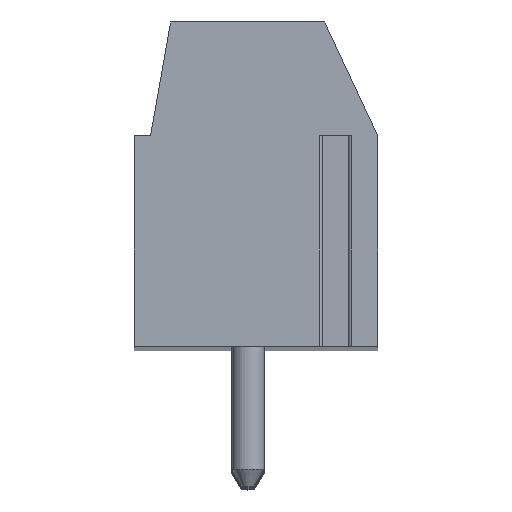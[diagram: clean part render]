
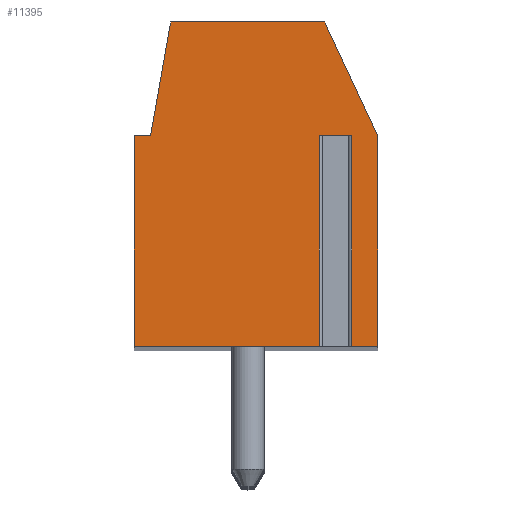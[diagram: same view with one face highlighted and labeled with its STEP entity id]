
A CAD part, top view. The second image highlights one B-rep face of the part: STEP entity #11395.
In plain terms, the highlighted planar face has unit normal (0, 0, 1).
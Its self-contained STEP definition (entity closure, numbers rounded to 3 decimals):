
#311=DIRECTION('',(-1.,0.,0.));
#312=VECTOR('',#311,0.996);
#313=CARTESIAN_POINT('',(2.948,1.5,72.5));
#314=LINE('',#313,#312);
#315=DIRECTION('',(0.,-1.,0.));
#316=VECTOR('',#315,6.5);
#317=CARTESIAN_POINT('',(1.952,1.5,72.5));
#318=LINE('',#317,#316);
#319=DIRECTION('',(1.,0.,0.));
#320=VECTOR('',#319,5.702);
#321=CARTESIAN_POINT('',(-3.75,-5.,72.5));
#322=LINE('',#321,#320);
#323=DIRECTION('',(0.,-1.,0.));
#324=VECTOR('',#323,6.5);
#325=CARTESIAN_POINT('',(-3.75,1.5,72.5));
#326=LINE('',#325,#324);
#327=DIRECTION('',(-1.,0.,0.));
#328=VECTOR('',#327,0.5);
#329=CARTESIAN_POINT('',(-3.25,1.5,72.5));
#330=LINE('',#329,#328);
#331=DIRECTION('',(-0.174,-0.985,0.));
#332=VECTOR('',#331,3.554);
#333=CARTESIAN_POINT('',(-2.633,5.,72.5));
#334=LINE('',#333,#332);
#335=DIRECTION('',(-1.,0.,0.));
#336=VECTOR('',#335,4.751);
#337=CARTESIAN_POINT('',(2.118,5.,72.5));
#338=LINE('',#337,#336);
#339=DIRECTION('',(-0.423,0.906,0.));
#340=VECTOR('',#339,3.862);
#341=CARTESIAN_POINT('',(3.75,1.5,72.5));
#342=LINE('',#341,#340);
#343=DIRECTION('',(0.,1.,0.));
#344=VECTOR('',#343,6.5);
#345=CARTESIAN_POINT('',(3.75,-5.,72.5));
#346=LINE('',#345,#344);
#347=DIRECTION('',(1.,0.,0.));
#348=VECTOR('',#347,0.802);
#349=CARTESIAN_POINT('',(2.948,-5.,72.5));
#350=LINE('',#349,#348);
#351=DIRECTION('',(0.,-1.,0.));
#352=VECTOR('',#351,6.5);
#353=CARTESIAN_POINT('',(2.948,1.5,72.5));
#354=LINE('',#353,#352);
#8779=CARTESIAN_POINT('',(3.75,-5.,72.5));
#8780=CARTESIAN_POINT('',(3.75,1.5,72.5));
#8781=VERTEX_POINT('',#8779);
#8782=VERTEX_POINT('',#8780);
#8783=CARTESIAN_POINT('',(2.118,5.,72.5));
#8784=VERTEX_POINT('',#8783);
#8785=CARTESIAN_POINT('',(-2.633,5.,72.5));
#8786=VERTEX_POINT('',#8785);
#8787=CARTESIAN_POINT('',(-3.25,1.5,72.5));
#8788=VERTEX_POINT('',#8787);
#8789=CARTESIAN_POINT('',(-3.75,1.5,72.5));
#8790=VERTEX_POINT('',#8789);
#8791=CARTESIAN_POINT('',(-3.75,-5.,72.5));
#8792=VERTEX_POINT('',#8791);
#8837=CARTESIAN_POINT('',(2.948,1.5,72.5));
#8838=CARTESIAN_POINT('',(1.952,1.5,72.5));
#8839=VERTEX_POINT('',#8837);
#8840=VERTEX_POINT('',#8838);
#8841=CARTESIAN_POINT('',(2.948,-5.,72.5));
#8842=VERTEX_POINT('',#8841);
#8843=CARTESIAN_POINT('',(1.952,-5.,72.5));
#8844=VERTEX_POINT('',#8843);
#11369=CARTESIAN_POINT('',(0.,0.,72.5));
#11370=DIRECTION('',(0.,0.,1.));
#11371=DIRECTION('',(1.,0.,0.));
#11372=AXIS2_PLACEMENT_3D('',#11369,#11370,#11371);
#11373=PLANE('',#11372);
#11375=ORIENTED_EDGE('',*,*,#11374,.T.);
#11377=ORIENTED_EDGE('',*,*,#11376,.T.);
#11378=ORIENTED_EDGE('',*,*,#11247,.F.);
#11380=ORIENTED_EDGE('',*,*,#11379,.F.);
#11382=ORIENTED_EDGE('',*,*,#11381,.F.);
#11384=ORIENTED_EDGE('',*,*,#11383,.F.);
#11386=ORIENTED_EDGE('',*,*,#11385,.F.);
#11388=ORIENTED_EDGE('',*,*,#11387,.F.);
#11390=ORIENTED_EDGE('',*,*,#11389,.F.);
#11391=ORIENTED_EDGE('',*,*,#11226,.F.);
#11392=ORIENTED_EDGE('',*,*,#11359,.F.);
#11393=EDGE_LOOP('',(#11375,#11377,#11378,#11380,#11382,#11384,#11386,#11388,
#11390,#11391,#11392));
#11394=FACE_OUTER_BOUND('',#11393,.F.);
#11226=EDGE_CURVE('',#8842,#8781,#350,.T.);
#11247=EDGE_CURVE('',#8792,#8844,#322,.T.);
#11359=EDGE_CURVE('',#8839,#8842,#354,.T.);
#11374=EDGE_CURVE('',#8839,#8840,#314,.T.);
#11376=EDGE_CURVE('',#8840,#8844,#318,.T.);
#11379=EDGE_CURVE('',#8790,#8792,#326,.T.);
#11381=EDGE_CURVE('',#8788,#8790,#330,.T.);
#11383=EDGE_CURVE('',#8786,#8788,#334,.T.);
#11385=EDGE_CURVE('',#8784,#8786,#338,.T.);
#11387=EDGE_CURVE('',#8782,#8784,#342,.T.);
#11389=EDGE_CURVE('',#8781,#8782,#346,.T.);
#11395=ADVANCED_FACE('',(#11394),#11373,.T.);
